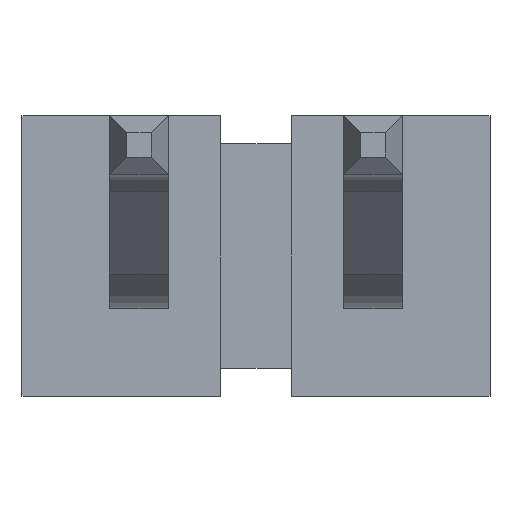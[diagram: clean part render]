
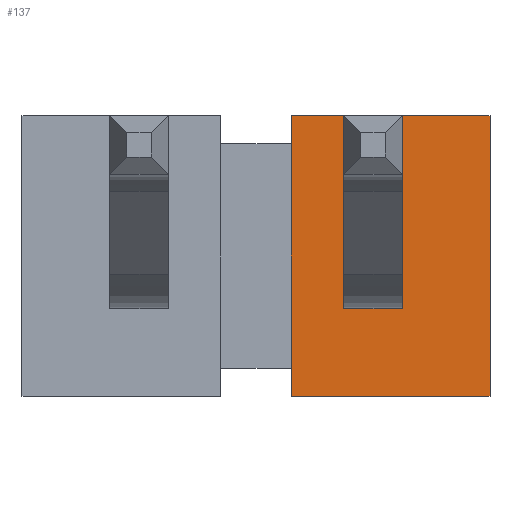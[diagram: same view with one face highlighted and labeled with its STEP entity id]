
A CAD part, front view. The second image highlights one B-rep face of the part: STEP entity #137.
In plain terms, the highlighted planar face has unit normal (0, -1, 0).
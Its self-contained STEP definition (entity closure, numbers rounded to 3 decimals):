
#137=ADVANCED_FACE('',(#272,#273),#274,.F.);
#272=FACE_BOUND('',#414,.T.);
#273=FACE_OUTER_BOUND('',#415,.T.);
#274=PLANE('',#416);
#414=EDGE_LOOP('',(#910,#911,#912,#913));
#415=EDGE_LOOP('',(#914,#915,#916,#917));
#416=AXIS2_PLACEMENT_3D('',#918,#919,#920);
#910=ORIENTED_EDGE('',*,*,#1046,.T.);
#911=ORIENTED_EDGE('',*,*,#1036,.T.);
#912=ORIENTED_EDGE('',*,*,#1024,.T.);
#913=ORIENTED_EDGE('',*,*,#1039,.T.);
#914=ORIENTED_EDGE('',*,*,#1105,.T.);
#915=ORIENTED_EDGE('',*,*,#1118,.F.);
#916=ORIENTED_EDGE('',*,*,#1119,.F.);
#917=ORIENTED_EDGE('',*,*,#1114,.F.);
#918=CARTESIAN_POINT('',(2.54,0.0,0.254));
#919=DIRECTION('',(0.0,1.0,0.0));
#920=DIRECTION('',(0.0,0.0,1.0));
#1024=EDGE_CURVE('',#1228,#1229,#1230,.T.);
#1036=EDGE_CURVE('',#1252,#1228,#1253,.T.);
#1039=EDGE_CURVE('',#1229,#1257,#1258,.T.);
#1046=EDGE_CURVE('',#1257,#1252,#1270,.T.);
#1105=EDGE_CURVE('',#1363,#1360,#1364,.T.);
#1114=EDGE_CURVE('',#1363,#1378,#1379,.T.);
#1118=EDGE_CURVE('',#1384,#1360,#1385,.T.);
#1119=EDGE_CURVE('',#1378,#1384,#1386,.T.);
#1228=VERTEX_POINT('',#1552);
#1229=VERTEX_POINT('',#1553);
#1230=LINE('',#1554,#1555);
#1252=VERTEX_POINT('',#1584);
#1253=LINE('',#1585,#1586);
#1257=VERTEX_POINT('',#1592);
#1258=LINE('',#1593,#1594);
#1270=LINE('',#1612,#1613);
#1360=VERTEX_POINT('',#1756);
#1363=VERTEX_POINT('',#1760);
#1364=LINE('',#1761,#1762);
#1378=VERTEX_POINT('',#1784);
#1379=LINE('',#1785,#1786);
#1384=VERTEX_POINT('',#1794);
#1385=LINE('',#1795,#1796);
#1386=LINE('',#1797,#1798);
#1552=CARTESIAN_POINT('',(4.128,0.0,0.318));
#1553=CARTESIAN_POINT('',(4.128,0.0,-0.318));
#1554=CARTESIAN_POINT('',(4.128,0.0,0.317));
#1555=VECTOR('',#1888,1.0);
#1584=CARTESIAN_POINT('',(3.493,0.0,0.318));
#1585=CARTESIAN_POINT('',(3.016,0.0,0.318));
#1586=VECTOR('',#1908,1.0);
#1592=CARTESIAN_POINT('',(3.493,0.0,-0.318));
#1593=CARTESIAN_POINT('',(3.016,0.0,-0.318));
#1594=VECTOR('',#1911,1.0);
#1612=CARTESIAN_POINT('',(3.493,0.0,0.317));
#1613=VECTOR('',#1918,1.0);
#1756=CARTESIAN_POINT('',(2.921,0.0,-1.27));
#1760=CARTESIAN_POINT('',(2.921,0.0,1.778));
#1761=CARTESIAN_POINT('',(2.921,0.0,0.254));
#1762=VECTOR('',#1985,1.0);
#1784=CARTESIAN_POINT('',(5.08,0.0,1.778));
#1785=CARTESIAN_POINT('',(2.54,0.0,1.778));
#1786=VECTOR('',#1994,1.0);
#1794=CARTESIAN_POINT('',(5.08,0.0,-1.27));
#1795=CARTESIAN_POINT('',(2.54,0.0,-1.27));
#1796=VECTOR('',#1998,1.0);
#1797=CARTESIAN_POINT('',(5.08,0.0,0.254));
#1798=VECTOR('',#1999,1.0);
#1888=DIRECTION('',(0.,0.0,-1.0));
#1908=DIRECTION('',(1.0,-0.0,0.));
#1911=DIRECTION('',(-1.0,0.0,0.));
#1918=DIRECTION('',(0.,0.0,1.0));
#1985=DIRECTION('',(0.0,0.0,-1.0));
#1994=DIRECTION('',(1.0,0.0,0.0));
#1998=DIRECTION('',(-1.0,0.0,0.0));
#1999=DIRECTION('',(0.0,0.0,-1.0));
